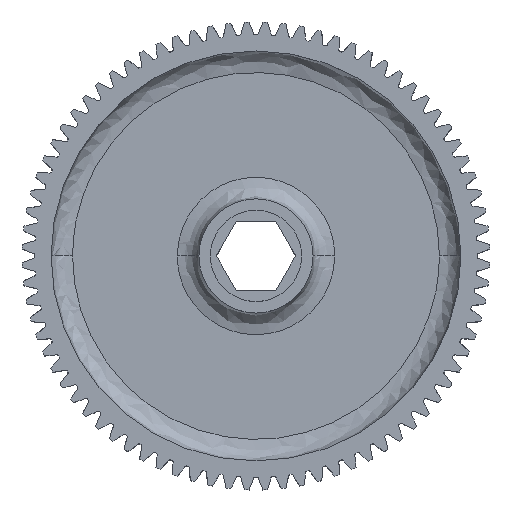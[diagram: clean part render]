
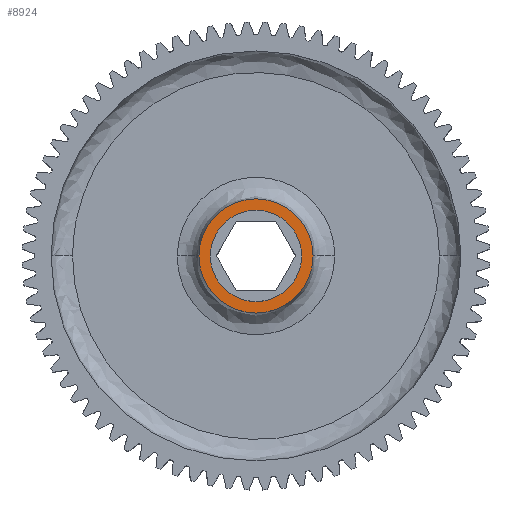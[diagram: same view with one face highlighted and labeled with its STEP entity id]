
A CAD part, top view. The second image highlights one B-rep face of the part: STEP entity #8924.
In plain terms, the highlighted planar face has unit normal (0, 0, 1).
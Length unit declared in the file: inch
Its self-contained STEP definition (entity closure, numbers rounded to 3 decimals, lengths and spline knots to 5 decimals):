
#701 = CIRCLE ( 'NONE', #7472, 0.3125 ) ;
#910 = EDGE_CURVE ( 'NONE', #7906, #7504, #21975, .T. ) ;
#1930 = CARTESIAN_POINT ( 'NONE',  ( 0., 0., 0.21875 ) ) ;
#2344 = CARTESIAN_POINT ( 'NONE',  ( 0., 0., 0.21875 ) ) ;
#2524 = CARTESIAN_POINT ( 'NONE',  ( 0.25, 0., 0.21875 ) ) ;
#2586 = DIRECTION ( 'NONE',  ( 0., 0., -1. ) ) ;
#2725 = VERTEX_POINT ( 'NONE', #19583 ) ;
#2994 = DIRECTION ( 'NONE',  ( 1., 0., 0. ) ) ;
#3548 = AXIS2_PLACEMENT_3D ( 'NONE', #11810, #3628, #27054 ) ;
#3628 = DIRECTION ( 'NONE',  ( 0., 0., -1. ) ) ;
#5359 = EDGE_LOOP ( 'NONE', ( #22704, #17648 ) ) ;
#5751 = PLANE ( 'NONE',  #3548 ) ;
#6159 = ORIENTED_EDGE ( 'NONE', *, *, #910, .F. ) ;
#6928 = CARTESIAN_POINT ( 'NONE',  ( 0.3125, 0., 0.21875 ) ) ;
#7089 = AXIS2_PLACEMENT_3D ( 'NONE', #2344, #19277, #8827 ) ;
#7306 = FACE_OUTER_BOUND ( 'NONE', #5359, .T. ) ;
#7472 = AXIS2_PLACEMENT_3D ( 'NONE', #17683, #2586, #2994 ) ;
#7504 = VERTEX_POINT ( 'NONE', #24290 ) ;
#7906 = VERTEX_POINT ( 'NONE', #2524 ) ;
#8250 = CARTESIAN_POINT ( 'NONE',  ( 0., 0., 0.21875 ) ) ;
#8420 = DIRECTION ( 'NONE',  ( 1., 0., 0. ) ) ;
#8827 = DIRECTION ( 'NONE',  ( 1., 0., 0. ) ) ;
#8924 = ADVANCED_FACE ( 'NONE', ( #7306, #20289 ), #5751, .F. ) ;
#9606 = EDGE_CURVE ( 'NONE', #7504, #7906, #20526, .T. ) ;
#10370 = DIRECTION ( 'NONE',  ( 0., 0., 1. ) ) ;
#10477 = EDGE_CURVE ( 'NONE', #2725, #11728, #701, .T. ) ;
#10530 = DIRECTION ( 'NONE',  ( 0., 0., 1. ) ) ;
#11728 = VERTEX_POINT ( 'NONE', #6928 ) ;
#11810 = CARTESIAN_POINT ( 'NONE',  ( 0., 0., 0.21875 ) ) ;
#17477 = ORIENTED_EDGE ( 'NONE', *, *, #9606, .F. ) ;
#17648 = ORIENTED_EDGE ( 'NONE', *, *, #10477, .F. ) ;
#17683 = CARTESIAN_POINT ( 'NONE',  ( 0., 0., 0.21875 ) ) ;
#18358 = CIRCLE ( 'NONE', #7089, 0.3125 ) ;
#19277 = DIRECTION ( 'NONE',  ( 0., 0., -1. ) ) ;
#19583 = CARTESIAN_POINT ( 'NONE',  ( -0.3125, 0., 0.21875 ) ) ;
#20289 = FACE_BOUND ( 'NONE', #24310, .T. ) ;
#20526 = CIRCLE ( 'NONE', #25943, 0.25 ) ;
#21975 = CIRCLE ( 'NONE', #25578, 0.25 ) ;
#22704 = ORIENTED_EDGE ( 'NONE', *, *, #26832, .F. ) ;
#23486 = DIRECTION ( 'NONE',  ( 1., 0., 0. ) ) ;
#24290 = CARTESIAN_POINT ( 'NONE',  ( -0.25, 0., 0.21875 ) ) ;
#24310 = EDGE_LOOP ( 'NONE', ( #6159, #17477 ) ) ;
#25578 = AXIS2_PLACEMENT_3D ( 'NONE', #1930, #10530, #8420 ) ;
#25943 = AXIS2_PLACEMENT_3D ( 'NONE', #8250, #10370, #23486 ) ;
#26832 = EDGE_CURVE ( 'NONE', #11728, #2725, #18358, .T. ) ;
#27054 = DIRECTION ( 'NONE',  ( -1., 0., 0. ) ) ;
